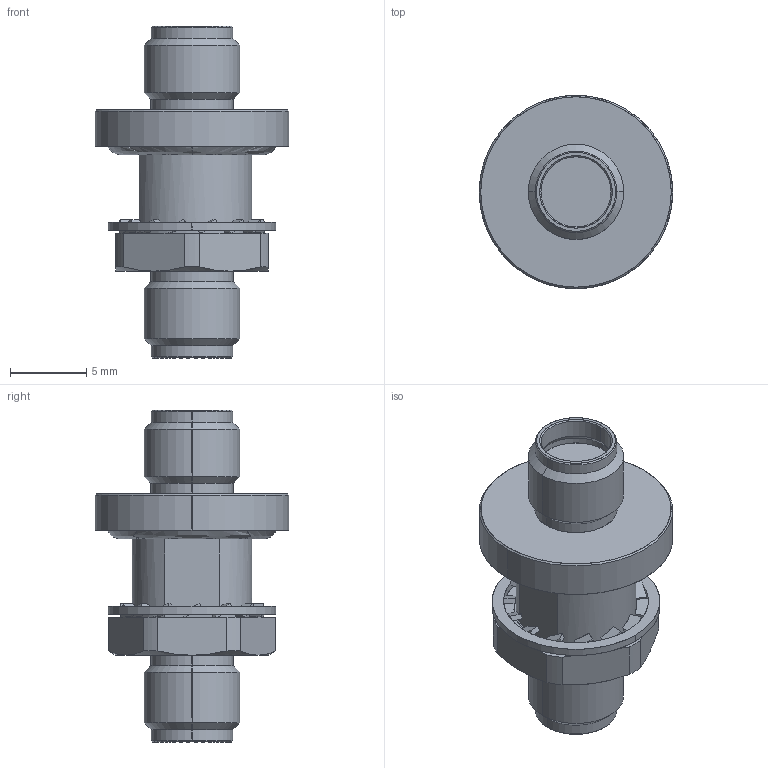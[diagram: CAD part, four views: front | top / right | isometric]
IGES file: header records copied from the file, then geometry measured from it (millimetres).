
Start section: SolidWorks IGES file using analytic representation for surfaces
Global section: file name: R127.732.100A.IGS; native system: SolidWorks 2014; preprocessor: SolidWorks 2014; author: RAYMOND_G; date: 141015.100151; units: millimetre
Bounding box: 12.7 x 12.7 x 21.8 mm (x, y, z)
Surface area: 1107.2 mm2 (no closed solid volume)
Topology: 0 solids, 0 shells, 205 faces, 1876 edges, 1876 vertices
Faces by surface type: revolution 124, bspline 81
